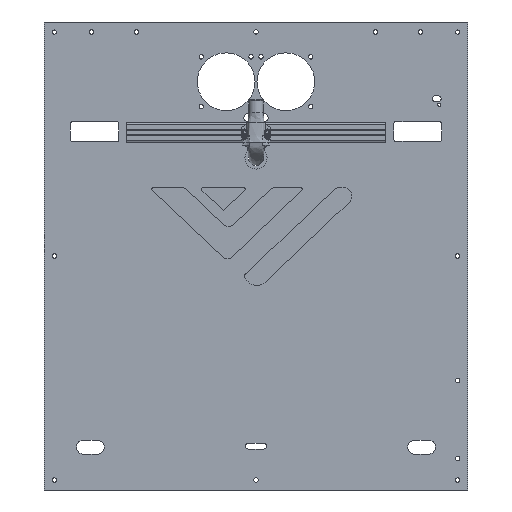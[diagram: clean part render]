
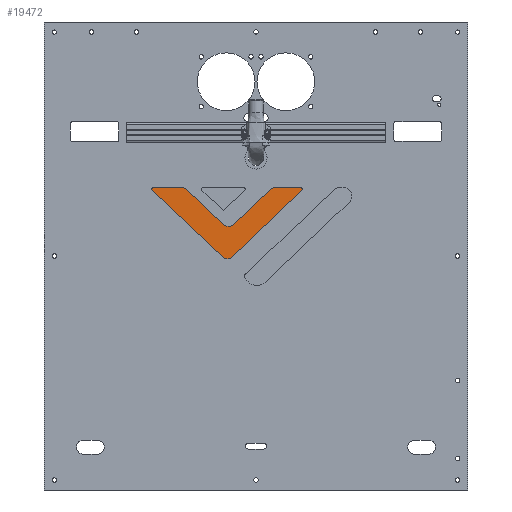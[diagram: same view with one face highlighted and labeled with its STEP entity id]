
A CAD part, front view. The second image highlights one B-rep face of the part: STEP entity #19472.
In plain terms, the highlighted planar face has unit normal (0, -1, 0).
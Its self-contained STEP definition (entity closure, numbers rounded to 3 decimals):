
#1117=CIRCLE('',#20836,7.);
#1118=CIRCLE('',#20839,1.75);
#1119=CIRCLE('',#20842,7.);
#1120=CIRCLE('',#20845,7.);
#1121=CIRCLE('',#20848,7.);
#1122=CIRCLE('',#20851,1.75);
#1808=FACE_OUTER_BOUND('',#3016,.T.);
#3016=EDGE_LOOP('',(#13175,#13176,#13177,#13178,#13179,#13180,#13181,#13182,
#13183,#13184,#13185,#13186));
#4463=LINE('',#28649,#6298);
#4466=LINE('',#28657,#6301);
#4469=LINE('',#28665,#6304);
#4472=LINE('',#28673,#6307);
#4476=LINE('',#28682,#6311);
#4479=LINE('',#28690,#6314);
#6298=VECTOR('',#22997,10.);
#6301=VECTOR('',#23006,10.);
#6304=VECTOR('',#23015,10.);
#6307=VECTOR('',#23024,10.);
#6311=VECTOR('',#23034,10.);
#6314=VECTOR('',#23043,10.);
#8180=VERTEX_POINT('',#28646);
#8181=VERTEX_POINT('',#28648);
#8182=VERTEX_POINT('',#28652);
#8183=VERTEX_POINT('',#28656);
#8184=VERTEX_POINT('',#28660);
#8185=VERTEX_POINT('',#28664);
#8186=VERTEX_POINT('',#28668);
#8187=VERTEX_POINT('',#28672);
#8188=VERTEX_POINT('',#28676);
#8189=VERTEX_POINT('',#28680);
#8190=VERTEX_POINT('',#28684);
#8191=VERTEX_POINT('',#28688);
#10140=EDGE_CURVE('',#8180,#8181,#4463,.T.);
#10142=EDGE_CURVE('',#8181,#8182,#1117,.T.);
#10144=EDGE_CURVE('',#8182,#8183,#4466,.T.);
#10146=EDGE_CURVE('',#8183,#8184,#1118,.T.);
#10148=EDGE_CURVE('',#8184,#8185,#4469,.T.);
#10150=EDGE_CURVE('',#8185,#8186,#1119,.T.);
#10152=EDGE_CURVE('',#8186,#8187,#4472,.T.);
#10155=EDGE_CURVE('',#8188,#8180,#1120,.T.);
#10157=EDGE_CURVE('',#8189,#8188,#4476,.T.);
#10159=EDGE_CURVE('',#8190,#8189,#1121,.T.);
#10161=EDGE_CURVE('',#8191,#8190,#4479,.T.);
#10162=EDGE_CURVE('',#8187,#8191,#1122,.T.);
#13175=ORIENTED_EDGE('',*,*,#10162,.F.);
#13176=ORIENTED_EDGE('',*,*,#10152,.F.);
#13177=ORIENTED_EDGE('',*,*,#10150,.F.);
#13178=ORIENTED_EDGE('',*,*,#10148,.F.);
#13179=ORIENTED_EDGE('',*,*,#10146,.F.);
#13180=ORIENTED_EDGE('',*,*,#10144,.F.);
#13181=ORIENTED_EDGE('',*,*,#10142,.F.);
#13182=ORIENTED_EDGE('',*,*,#10140,.F.);
#13183=ORIENTED_EDGE('',*,*,#10155,.F.);
#13184=ORIENTED_EDGE('',*,*,#10157,.F.);
#13185=ORIENTED_EDGE('',*,*,#10159,.F.);
#13186=ORIENTED_EDGE('',*,*,#10161,.F.);
#18555=PLANE('',#20852);
#19472=ADVANCED_FACE('',(#1808),#18555,.T.);
#20836=AXIS2_PLACEMENT_3D('',#28653,#23001,#23002);
#20839=AXIS2_PLACEMENT_3D('',#28661,#23010,#23011);
#20842=AXIS2_PLACEMENT_3D('',#28669,#23019,#23020);
#20845=AXIS2_PLACEMENT_3D('',#28678,#23029,#23030);
#20848=AXIS2_PLACEMENT_3D('',#28686,#23038,#23039);
#20851=AXIS2_PLACEMENT_3D('',#28692,#23046,#23047);
#20852=AXIS2_PLACEMENT_3D('',#28693,#23048,#23049);
#22997=DIRECTION('',(0.724,0.,0.69));
#23001=DIRECTION('center_axis',(0.,1.,0.));
#23002=DIRECTION('ref_axis',(-0.69,0.,0.724));
#23006=DIRECTION('',(1.,0.,0.));
#23010=DIRECTION('center_axis',(0.,1.,0.));
#23011=DIRECTION('ref_axis',(0.,0.,
1.));
#23015=DIRECTION('',(-0.724,0.,-0.69));
#23019=DIRECTION('center_axis',(0.,1.,0.));
#23020=DIRECTION('ref_axis',(0.69,0.,-0.724));
#23024=DIRECTION('',(-0.728,0.,0.686));
#23029=DIRECTION('center_axis',(0.,-1.,0.));
#23030=DIRECTION('ref_axis',(-0.686,0.,-0.728));
#23034=DIRECTION('',(0.728,0.,-0.686));
#23038=DIRECTION('center_axis',(0.,1.,0.));
#23039=DIRECTION('ref_axis',(0.,0.,
1.));
#23043=DIRECTION('',(1.,0.,0.));
#23046=DIRECTION('center_axis',(0.,1.,0.));
#23047=DIRECTION('ref_axis',(-0.686,0.,-0.728));
#23048=DIRECTION('center_axis',(0.,-1.,0.));
#23049=DIRECTION('ref_axis',(0.,0.,-1.));
#28646=CARTESIAN_POINT('',(-22.566,208.5,221.502));
#28648=CARTESIAN_POINT('',(14.611,208.5,256.922));
#28649=CARTESIAN_POINT('',(-22.566,208.5,221.502));
#28652=CARTESIAN_POINT('',(19.439,208.5,258.853));
#28653=CARTESIAN_POINT('Origin',(19.439,208.5,251.853));
#28656=CARTESIAN_POINT('',(44.753,208.5,258.853));
#28657=CARTESIAN_POINT('',(19.439,208.5,258.853));
#28660=CARTESIAN_POINT('',(45.961,208.5,255.836));
#28661=CARTESIAN_POINT('Origin',(44.753,208.5,257.103));
#28664=CARTESIAN_POINT('',(-23.886,208.5,189.292));
#28665=CARTESIAN_POINT('',(45.961,208.5,255.836));
#28668=CARTESIAN_POINT('',(-33.515,208.5,189.266));
#28669=CARTESIAN_POINT('Origin',(-28.714,208.5,194.36));
#28672=CARTESIAN_POINT('',(-104.145,208.5,255.83));
#28673=CARTESIAN_POINT('',(-33.515,208.5,189.266));
#28676=CARTESIAN_POINT('',(-32.196,208.5,221.476));
#28678=CARTESIAN_POINT('Origin',(-27.395,208.5,226.57));
#28680=CARTESIAN_POINT('',(-69.834,208.5,256.948));
#28682=CARTESIAN_POINT('',(-69.834,208.5,256.948));
#28684=CARTESIAN_POINT('',(-74.635,208.5,258.853));
#28686=CARTESIAN_POINT('Origin',(-74.635,208.5,251.853));
#28688=CARTESIAN_POINT('',(-102.944,208.5,258.853));
#28690=CARTESIAN_POINT('',(-102.944,208.5,258.853));
#28692=CARTESIAN_POINT('Origin',(-102.944,208.5,257.103));
#28693=CARTESIAN_POINT('Origin',(-4.264,208.5,209.628));
